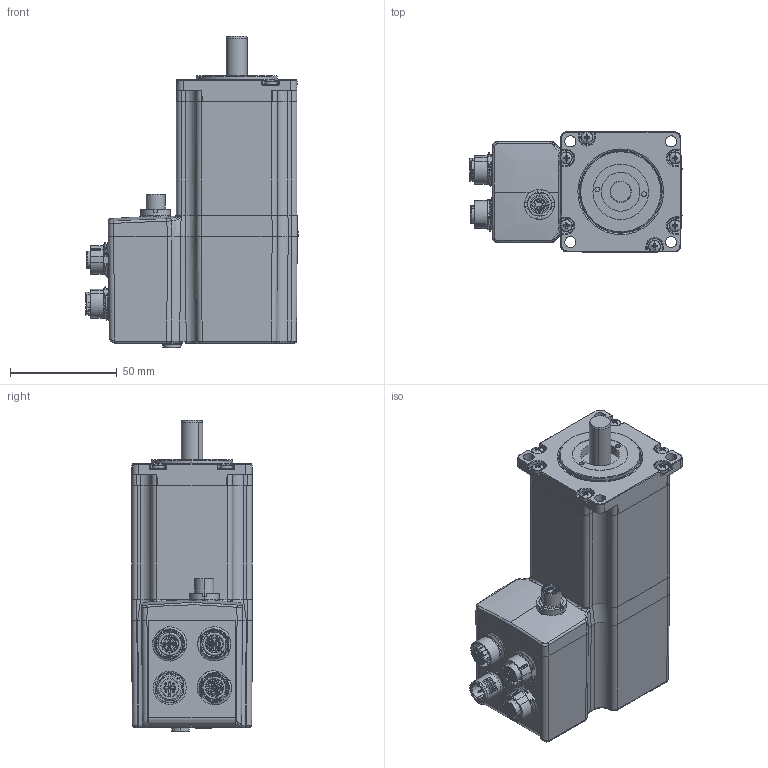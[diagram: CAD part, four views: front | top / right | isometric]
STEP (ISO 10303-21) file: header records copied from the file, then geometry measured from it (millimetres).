
FILE_DESCRIPTION (( 'STEP AP214' ), '1' );
FILE_NAME ('MIS23X.STEP', '2020-08-29T12:01:05', ( '' ), ( '' ), 'SwSTEP 2.0', 'SolidWorks 2018', '' );
FILE_SCHEMA (( 'AUTOMOTIVE_DESIGN' ));
Length unit declared in the file: millimetre
Products named in the file (2): MIS23X
Bounding box: 99.32 x 56.67 x 146 mm (x, y, z)
Volume: 445138.9 mm3; surface area: 48874.4 mm2
Topology: 2 solids, 19 shells, 2109 faces, 5276 edges, 3270 vertices
Faces by surface type: plane 897, cylinder 530, cone 257, bspline 256, torus 141, sphere 28
Entity records: 106649 total; most frequent: CARTESIAN_POINT 35571, ORIENTED_EDGE 10488, DIRECTION 9348, EDGE_CURVE 5244, AXIS2_PLACEMENT_3D 3431, VERTEX_POINT 3270, LINE 2486, VECTOR 2486
